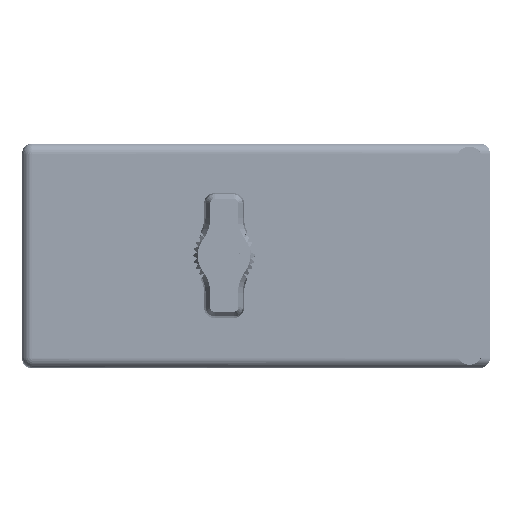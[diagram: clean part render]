
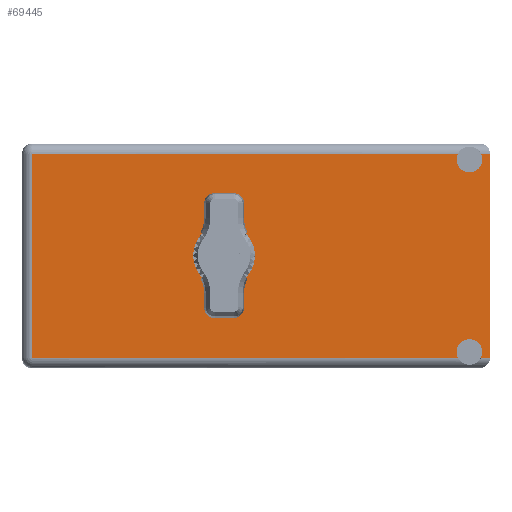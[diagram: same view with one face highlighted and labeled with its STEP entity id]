
A CAD part, top view. The second image highlights one B-rep face of the part: STEP entity #69445.
In plain terms, the highlighted face is planar.
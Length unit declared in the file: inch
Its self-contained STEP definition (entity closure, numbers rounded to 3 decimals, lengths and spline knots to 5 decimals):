
#2492 = FACE_OUTER_BOUND ( 'NONE', #59679, .T. ) ;
#3763 = VERTEX_POINT ( 'NONE', #8609 ) ;
#4789 = CARTESIAN_POINT ( 'NONE',  ( 3.19, 2.03, -0.07 ) ) ;
#4791 = VERTEX_POINT ( 'NONE', #86221 ) ;
#5119 = DIRECTION ( 'NONE',  ( 0., 1., 0. ) ) ;
#6854 = FACE_BOUND ( 'NONE', #42299, .T. ) ;
#7680 = ORIENTED_EDGE ( 'NONE', *, *, #89959, .F. ) ;
#8609 = CARTESIAN_POINT ( 'NONE',  ( 1.3775, 2.03, -0.935 ) ) ;
#8874 = EDGE_CURVE ( 'NONE', #86199, #77364, #58753, .T. ) ;
#11463 = EDGE_CURVE ( 'NONE', #4791, #16343, #49618, .T. ) ;
#11585 = VECTOR ( 'NONE', #71053, 39.37008 ) ;
#12591 = DIRECTION ( 'NONE',  ( 0., 0., 1. ) ) ;
#13509 = CIRCLE ( 'NONE', #66297, 0.0875 ) ;
#15111 = LINE ( 'NONE', #70190, #114205 ) ;
#16343 = VERTEX_POINT ( 'NONE', #101529 ) ;
#17730 = ORIENTED_EDGE ( 'NONE', *, *, #113263, .F. ) ;
#17850 = EDGE_CURVE ( 'NONE', #4791, #24101, #31520, .T. ) ;
#20035 = CIRCLE ( 'NONE', #37074, 0.17 ) ;
#20790 = CARTESIAN_POINT ( 'NONE',  ( 0., 2.03, -1.53 ) ) ;
#22201 = DIRECTION ( 'NONE',  ( -1., 0., 0. ) ) ;
#23256 = LINE ( 'NONE', #29505, #92171 ) ;
#23785 = CARTESIAN_POINT ( 'NONE',  ( 3.05, 2.03, -1.421 ) ) ;
#24101 = VERTEX_POINT ( 'NONE', #4789 ) ;
#27185 = VERTEX_POINT ( 'NONE', #77942 ) ;
#27842 = EDGE_CURVE ( 'NONE', #86199, #24101, #15111, .T. ) ;
#29455 = CARTESIAN_POINT ( 'NONE',  ( 1.3775, 2.03, -0.595 ) ) ;
#29505 = CARTESIAN_POINT ( 'NONE',  ( 0.07, 2.03, -1.53 ) ) ;
#30254 = CARTESIAN_POINT ( 'NONE',  ( 3.12833, 2.03, -0.07 ) ) ;
#31040 = DIRECTION ( 'NONE',  ( 0., 0., 1. ) ) ;
#31520 = LINE ( 'NONE', #88304, #11585 ) ;
#37074 = AXIS2_PLACEMENT_3D ( 'NONE', #78827, #5119, #88048 ) ;
#37337 = DIRECTION ( 'NONE',  ( 0., 1., 0. ) ) ;
#37731 = DIRECTION ( 'NONE',  ( 0., 0., 1. ) ) ;
#38334 = CARTESIAN_POINT ( 'NONE',  ( 3.19, 2.03, -0.07 ) ) ;
#39404 = DIRECTION ( 'NONE',  ( 0., 1., 0. ) ) ;
#40407 = CARTESIAN_POINT ( 'NONE',  ( 0.07, 2.03, -0.07 ) ) ;
#40684 = DIRECTION ( 'NONE',  ( -1., 0., 0. ) ) ;
#40932 = ORIENTED_EDGE ( 'NONE', *, *, #112917, .F. ) ;
#40959 = ORIENTED_EDGE ( 'NONE', *, *, #73479, .T. ) ;
#41808 = AXIS2_PLACEMENT_3D ( 'NONE', #20790, #56060, #92965 ) ;
#42299 = EDGE_LOOP ( 'NONE', ( #42446, #113940 ) ) ;
#42446 = ORIENTED_EDGE ( 'NONE', *, *, #89641, .F. ) ;
#43784 = VERTEX_POINT ( 'NONE', #65872 ) ;
#47838 = CARTESIAN_POINT ( 'NONE',  ( 1.3775, 2.03, -0.765 ) ) ;
#49141 = CARTESIAN_POINT ( 'NONE',  ( 0., 2.03, -1.46 ) ) ;
#49618 = LINE ( 'NONE', #59778, #71140 ) ;
#51391 = DIRECTION ( 'NONE',  ( 0., 0., 1. ) ) ;
#55067 = AXIS2_PLACEMENT_3D ( 'NONE', #47838, #39404, #12591 ) ;
#55798 = CARTESIAN_POINT ( 'NONE',  ( 3.05, 2.03, -0.109 ) ) ;
#55899 = ORIENTED_EDGE ( 'NONE', *, *, #59988, .T. ) ;
#56060 = DIRECTION ( 'NONE',  ( 0., 1., 0. ) ) ;
#58753 = CIRCLE ( 'NONE', #99314, 0.0875 ) ;
#59679 = EDGE_LOOP ( 'NONE', ( #108451, #40932, #61212, #86536, #115474, #117035, #7680, #17730, #40959, #55899 ) ) ;
#59778 = CARTESIAN_POINT ( 'NONE',  ( 0., 2.03, -1.46 ) ) ;
#59988 = EDGE_CURVE ( 'NONE', #79569, #79112, #23256, .T. ) ;
#61212 = ORIENTED_EDGE ( 'NONE', *, *, #8874, .F. ) ;
#61756 = CIRCLE ( 'NONE', #115017, 0.0875 ) ;
#65872 = CARTESIAN_POINT ( 'NONE',  ( 2.97167, 2.03, -0.07 ) ) ;
#66297 = AXIS2_PLACEMENT_3D ( 'NONE', #23785, #89512, #98743 ) ;
#67817 = EDGE_CURVE ( 'NONE', #3763, #111422, #20035, .T. ) ;
#68040 = LINE ( 'NONE', #49141, #82448 ) ;
#68720 = CARTESIAN_POINT ( 'NONE',  ( 3.05, 2.03, -0.109 ) ) ;
#69445 = ADVANCED_FACE ( 'NONE', ( #6854, #2492 ), #75717, .T. ) ;
#70190 = CARTESIAN_POINT ( 'NONE',  ( 3.19, 2.03, -0.07 ) ) ;
#71053 = DIRECTION ( 'NONE',  ( 0., 0., 1. ) ) ;
#71140 = VECTOR ( 'NONE', #22201, 39.37008 ) ;
#73479 = EDGE_CURVE ( 'NONE', #27185, #79569, #68040, .T. ) ;
#75265 = DIRECTION ( 'NONE',  ( 0., 0., 1. ) ) ;
#75717 = PLANE ( 'NONE',  #41808 ) ;
#77364 = VERTEX_POINT ( 'NONE', #88767 ) ;
#77576 = DIRECTION ( 'NONE',  ( 0., 1., 0. ) ) ;
#77942 = CARTESIAN_POINT ( 'NONE',  ( 2.97167, 2.03, -1.46 ) ) ;
#78613 = CARTESIAN_POINT ( 'NONE',  ( 0.07, 2.03, -1.46 ) ) ;
#78827 = CARTESIAN_POINT ( 'NONE',  ( 1.3775, 2.03, -0.765 ) ) ;
#79112 = VERTEX_POINT ( 'NONE', #40407 ) ;
#79201 = CIRCLE ( 'NONE', #55067, 0.17 ) ;
#79569 = VERTEX_POINT ( 'NONE', #78613 ) ;
#80252 = CARTESIAN_POINT ( 'NONE',  ( 3.05, 2.03, -1.421 ) ) ;
#82448 = VECTOR ( 'NONE', #40684, 39.37008 ) ;
#86035 = VECTOR ( 'NONE', #100972, 39.37008 ) ;
#86199 = VERTEX_POINT ( 'NONE', #30254 ) ;
#86221 = CARTESIAN_POINT ( 'NONE',  ( 3.19, 2.03, -1.46 ) ) ;
#86536 = ORIENTED_EDGE ( 'NONE', *, *, #27842, .T. ) ;
#88048 = DIRECTION ( 'NONE',  ( 0., 0., 1. ) ) ;
#88304 = CARTESIAN_POINT ( 'NONE',  ( 3.19, 2.03, 0. ) ) ;
#88767 = CARTESIAN_POINT ( 'NONE',  ( 3.05, 2.03, -0.1965 ) ) ;
#89424 = DIRECTION ( 'NONE',  ( 1., 0., 0. ) ) ;
#89512 = DIRECTION ( 'NONE',  ( 0., 1., 0. ) ) ;
#89641 = EDGE_CURVE ( 'NONE', #111422, #3763, #79201, .T. ) ;
#89959 = EDGE_CURVE ( 'NONE', #115906, #16343, #61756, .T. ) ;
#90412 = LINE ( 'NONE', #38334, #86035 ) ;
#92171 = VECTOR ( 'NONE', #75265, 39.37008 ) ;
#92965 = DIRECTION ( 'NONE',  ( 0., 0., 1. ) ) ;
#98743 = DIRECTION ( 'NONE',  ( 0., 0., 1. ) ) ;
#99314 = AXIS2_PLACEMENT_3D ( 'NONE', #68720, #77576, #31040 ) ;
#100972 = DIRECTION ( 'NONE',  ( 1., 0., 0. ) ) ;
#101529 = CARTESIAN_POINT ( 'NONE',  ( 3.12833, 2.03, -1.46 ) ) ;
#102175 = CARTESIAN_POINT ( 'NONE',  ( 3.05, 2.03, -1.3335 ) ) ;
#102371 = AXIS2_PLACEMENT_3D ( 'NONE', #55798, #37337, #37731 ) ;
#106383 = DIRECTION ( 'NONE',  ( 0., 1., 0. ) ) ;
#108451 = ORIENTED_EDGE ( 'NONE', *, *, #108765, .T. ) ;
#108765 = EDGE_CURVE ( 'NONE', #79112, #43784, #90412, .T. ) ;
#111422 = VERTEX_POINT ( 'NONE', #29455 ) ;
#112917 = EDGE_CURVE ( 'NONE', #77364, #43784, #118371, .T. ) ;
#113263 = EDGE_CURVE ( 'NONE', #27185, #115906, #13509, .T. ) ;
#113940 = ORIENTED_EDGE ( 'NONE', *, *, #67817, .F. ) ;
#114205 = VECTOR ( 'NONE', #89424, 39.37008 ) ;
#115017 = AXIS2_PLACEMENT_3D ( 'NONE', #80252, #106383, #51391 ) ;
#115474 = ORIENTED_EDGE ( 'NONE', *, *, #17850, .F. ) ;
#115906 = VERTEX_POINT ( 'NONE', #102175 ) ;
#117035 = ORIENTED_EDGE ( 'NONE', *, *, #11463, .T. ) ;
#118371 = CIRCLE ( 'NONE', #102371, 0.0875 ) ;
